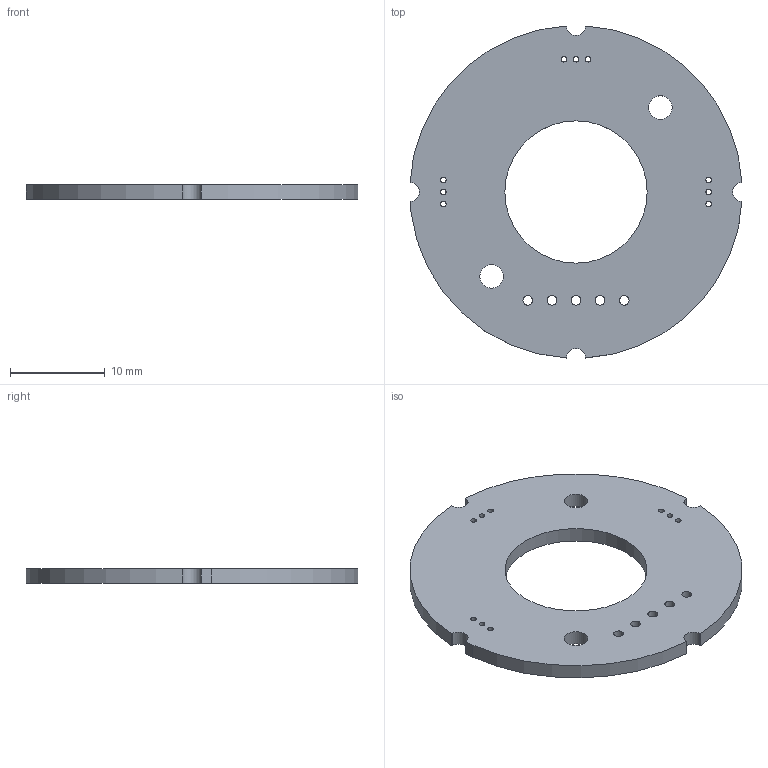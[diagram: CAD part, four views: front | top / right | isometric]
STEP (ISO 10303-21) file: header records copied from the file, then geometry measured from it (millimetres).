
FILE_DESCRIPTION(/* description */ (''),/* implementation_level */ '2;1');
FILE_NAME(/* name */ 'Board.stp',/* time_stamp */ '2021-11-21T10:52:45+01:00',/* author */ ('Teo'),/* organization */ (''),/* preprocessor_version */ 'ST-DEVELOPER v18.1',/* originating_system */ 'Autodesk Inventor 2022',/* authorisation */ '');
FILE_SCHEMA (('AUTOMOTIVE_DESIGN { 1 0 10303 214 3 1 1 }'));
Length unit declared in the file: millimetre
Products named in the file (1): Board
Bounding box: 35 x 35 x 1.57 mm (x, y, z)
Volume: 1202.1 mm3; surface area: 1861.8 mm2
Topology: 1 solids, 1 shells, 36 faces, 102 edges, 68 vertices
Faces by surface type: cylinder 25, plane 11
Full cylindrical faces by diameter (mm): 0.6 x9, 1.016 x5, 2.5 x2, 15 x1
Entity records: 1314 total; most frequent: DIRECTION 226, CARTESIAN_POINT 207, ORIENTED_EDGE 204, EDGE_CURVE 102, AXIS2_PLACEMENT_3D 87, EDGE_LOOP 70, VERTEX_POINT 68, LINE 52
